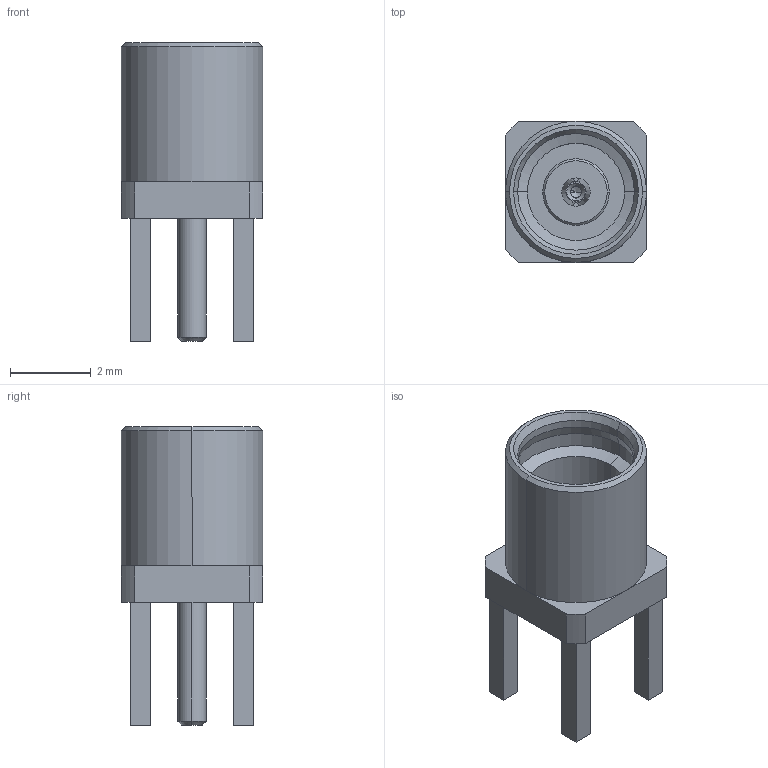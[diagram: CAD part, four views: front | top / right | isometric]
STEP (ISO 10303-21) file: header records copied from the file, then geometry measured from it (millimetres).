
FILE_DESCRIPTION((''),'2;1');
FILE_NAME('SAMTEC_MMCX-J-P-H-ST-TH1.stp','2012-12-06T08:48:25',(''),(''),'Mechanical Desktop 2011','Mechanical Desktop 2011',', , ');
FILE_SCHEMA(('AUTOMOTIVE_DESIGN { 1 2 10303 214 1 1 1 1 }'));
Length unit declared in the file: millimetre
Products named in the file (1): Product
Bounding box: 3.5 x 3.5 x 7.4 mm (x, y, z)
Volume: 33.5 mm3; surface area: 163.4 mm2
Topology: 3 solids, 3 shells, 115 faces, 256 edges, 155 vertices
Faces by surface type: plane 49, cylinder 36, cone 30
Entity records: 3212 total; most frequent: DIRECTION 584, CARTESIAN_POINT 549, ORIENTED_EDGE 508, EDGE_CURVE 254, AXIS2_PLACEMENT_3D 226, VERTEX_POINT 155, VECTOR 132, LINE 132
